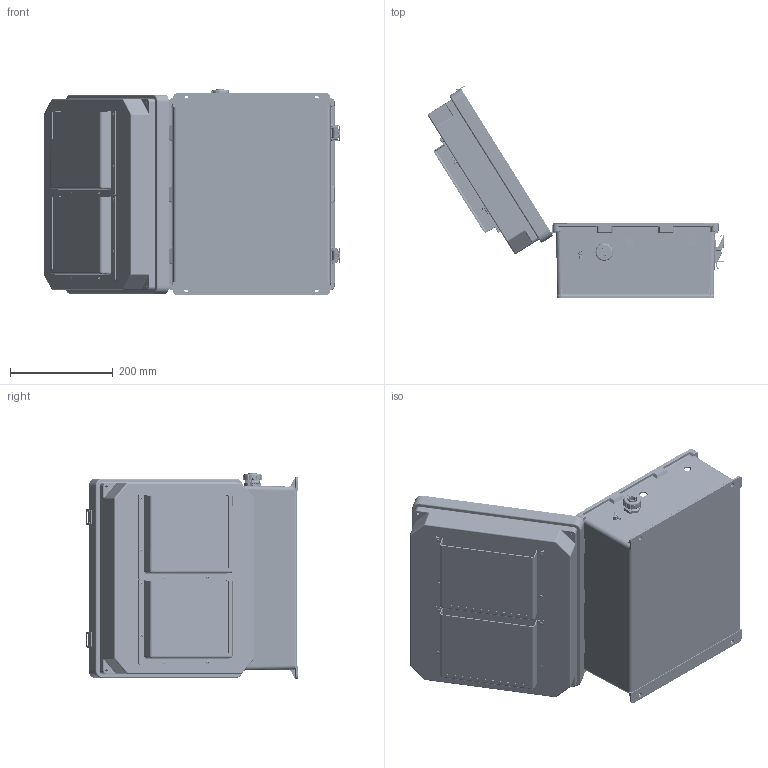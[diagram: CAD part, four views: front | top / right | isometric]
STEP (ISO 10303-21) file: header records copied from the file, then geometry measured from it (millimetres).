
FILE_DESCRIPTION (( 'STEP AP214' ), '1' );
FILE_NAME ('NBB141207-10V.STEP', '2015-09-22T17:48:27', ( 'L-Com' ), ( 'L-Com Global Connectivity' ), 'SwSTEP 2.0', 'SolidWorks 2014', '' );
FILE_SCHEMA (( 'AUTOMOTIVE_DESIGN' ));
Length unit declared in the file: inch
Products named in the file (27): XFS-0023_92470A148; XC-0003; XFR-0005; NB141207-DoorClasp-2; Fan Screen-120x120 ALUM; NB141207-DoorClasp-1; XFN-0002; NBB141207-Lid_Vented; XM220-01-UL; NB141207-Hinge; NEMA GroundWire-2; NBB141207-Box; XMH-0007; XF797-02; NBB141207-10V; XFS-0017; 10-32 NEMA PLATE SCREW; XMH-0010; XFN-0013; XCTB-0002; XCT-0011; XCT-0010; XF451-01; XFW-0002; XFN-0003; XCT-0005; XFS-0026
Assembly tree (69 placements, depth 2):
  NBB141207-10V
    NBB141207-Box
    NB141207-Hinge  x2
    NBB141207-Lid_Vented
    NB141207-DoorClasp-1  x2
    NB141207-DoorClasp-2  x2
    XC-0003
    XFS-0026
    XCT-0005
    XFN-0003  x2
    XFW-0002
    XF451-01
    XCT-0010
    XCT-0011
    XCTB-0002
    XFN-0013  x2
    XMH-0010  x2
    10-32 NEMA PLATE SCREW  x4
    XFS-0017  x5
    XF797-02
    XMH-0007  x4
    NEMA GroundWire-2
    XM220-01-UL  x2
    XFN-0002  x8
    Fan Screen-120x120 ALUM  x2
    XFR-0005  x12
    XFS-0023_92470A148  x8
Bounding box: 578.07 x 413.05 x 402.37 mm (x, y, z)
Volume: 2439153.4 mm3; surface area: 1616337.8 mm2
Topology: 75 solids, 76 shells, 7141 faces, 18705 edges, 11753 vertices
Faces by surface type: cylinder 3129, plane 1988, cone 1203, torus 429, bspline 348, sphere 44
Entity records: 156164 total; most frequent: CARTESIAN_POINT 42777, ORIENTED_EDGE 20504, DIRECTION 20263, EDGE_CURVE 10252, AXIS2_PLACEMENT_3D 7712, VERTEX_POINT 6432, EDGE_LOOP 4856, VECTOR 4839
